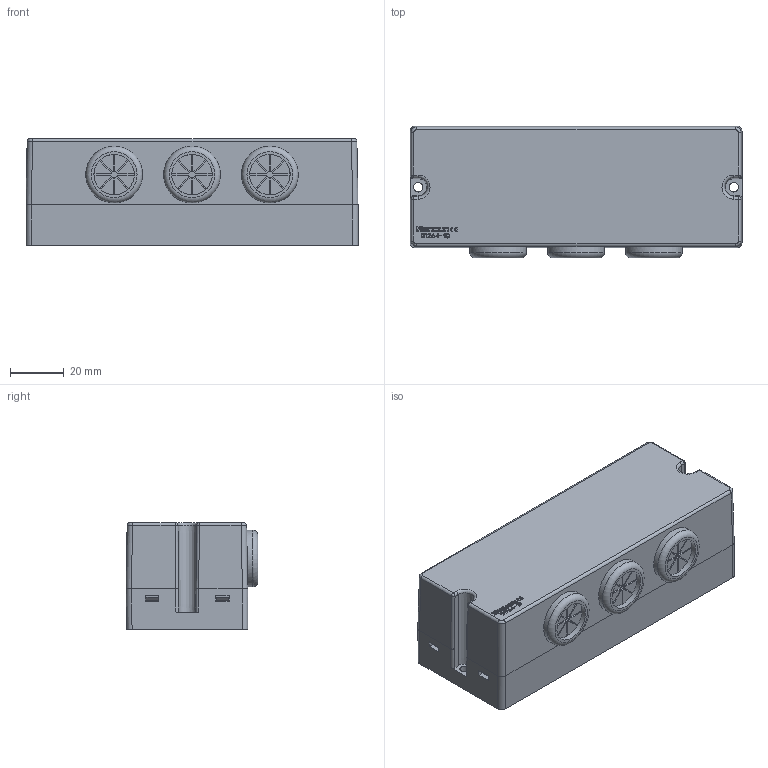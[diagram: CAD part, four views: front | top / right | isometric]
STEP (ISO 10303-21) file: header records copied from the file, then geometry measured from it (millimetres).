
FILE_DESCRIPTION(/* description */ (''),/* implementation_level */ '2;1');
FILE_NAME(/* name */ 'D1264-10 3D.stp',/* time_stamp */ '2024-08-15T09:44:47+08:00',/* author */ (''),/* organization */ (''),/* preprocessor_version */ 'ST-DEVELOPER v14',/* originating_system */ 'SIEMENS PLM Software NX 8.0',/* authorisation */ '');
FILE_SCHEMA (('AUTOMOTIVE_DESIGN { 1 0 10303 214 3 1 1 1 }'));
Products named in the file (1): D1264-10 3D_stp
Bounding box: 123 x 48.9 x 39.5 mm (x, y, z)
Volume: 100232.3 mm3; surface area: 55819.4 mm2
Topology: 1 solids, 1 shells, 2132 faces, 6115 edges, 4031 vertices
Faces by surface type: plane 1688, cylinder 405, extrusion 17, torus 8, bspline 8, cone 6
Full cylindrical faces by diameter (mm): 1.497 x6, 3.5 x2, 15 x3, 21 x6
Entity records: 70606 total; most frequent: CARTESIAN_POINT 13067, ORIENTED_EDGE 12156, DIRECTION 11194, EDGE_CURVE 6078, VECTOR 5136, LINE 5119, VERTEX_POINT 4024, AXIS2_PLACEMENT_3D 3029
